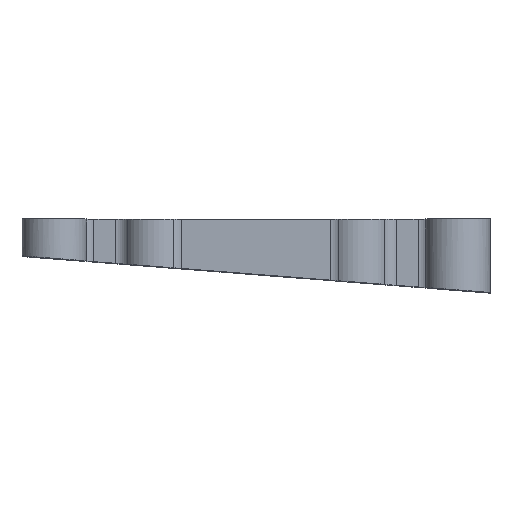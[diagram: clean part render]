
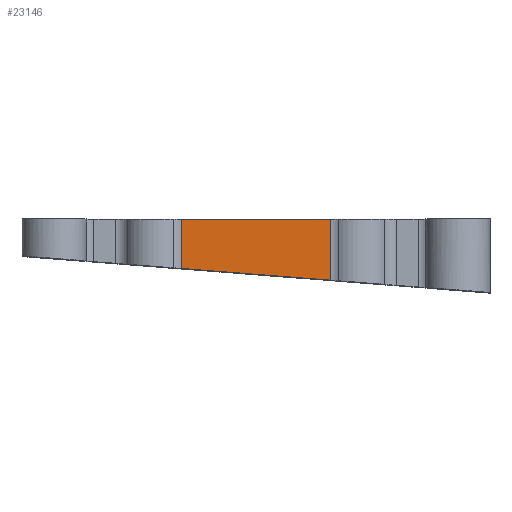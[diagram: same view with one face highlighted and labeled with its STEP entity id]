
A CAD part, top view. The second image highlights one B-rep face of the part: STEP entity #23146.
In plain terms, the highlighted planar face has unit normal (0, 0, 1).
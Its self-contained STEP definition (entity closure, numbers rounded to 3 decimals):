
#1261=CARTESIAN_POINT(' ',(37.039,-30.29,62.));
#1262=VERTEX_POINT(' ',#1261);
#1276=CARTESIAN_POINT(' ',(-37.039,-24.493,62.));
#1281=DIRECTION(' ',(0.997,-0.078,0.));
#1286=VECTOR(' ',#1281,1.);
#1291=LINE('',#1276,#1286);
#1296=CARTESIAN_POINT(' ',(-37.039,-24.493,62.));
#1297=VERTEX_POINT(' ',#1296);
#1301=EDGE_CURVE(' ',#1297,#1262,#1291,.T.);
#13466=CARTESIAN_POINT(' ',(-37.039,0.,62.));
#13467=VERTEX_POINT(' ',#13466);
#13481=CARTESIAN_POINT(' ',(-37.039,0.,62.));
#13486=DIRECTION(' ',(1.,0.,0.));
#13491=VECTOR(' ',#13486,1.);
#13496=LINE('',#13481,#13491);
#13501=CARTESIAN_POINT(' ',(37.039,0.,62.));
#13502=VERTEX_POINT(' ',#13501);
#13506=EDGE_CURVE(' ',#13467,#13502,#13496,.T.);
#23011=CARTESIAN_POINT(' ',(37.039,-30.29,62.));
#23016=DIRECTION(' ',(0.,1.,0.));
#23021=VECTOR(' ',#23016,1.);
#23026=LINE('',#23011,#23021);
#23031=EDGE_CURVE(' ',#1262,#13502,#23026,.T.);
#23066=DIRECTION(' ',(-0.,-0.,1.));
#23071=CARTESIAN_POINT(' ',(-37.039,0.,62.));
#23076=DIRECTION(' ',(0.,-1.,0.));
#23081=AXIS2_PLACEMENT_3D(' ',#23071,#23066,#23076);
#23086=PLANE('',#23081);
#23091=CARTESIAN_POINT(' ',(-37.039,-24.493,62.));
#23096=DIRECTION(' ',(0.,1.,0.));
#23101=VECTOR(' ',#23096,1.);
#23106=LINE('',#23091,#23101);
#23111=EDGE_CURVE(' ',#1297,#13467,#23106,.T.);
#23116=ORIENTED_EDGE(' ',*,*,#23111,.F.);
#23121=ORIENTED_EDGE(' ',*,*,#1301,.T.);
#23126=ORIENTED_EDGE(' ',*,*,#23031,.T.);
#23131=ORIENTED_EDGE(' ',*,*,#13506,.F.);
#23136=EDGE_LOOP(' ',(#23116,#23121,#23126,#23131));
#23141=FACE_OUTER_BOUND(' ',#23136,.T.);
#23146=ADVANCED_FACE('',(#23141),#23086,.T.);
